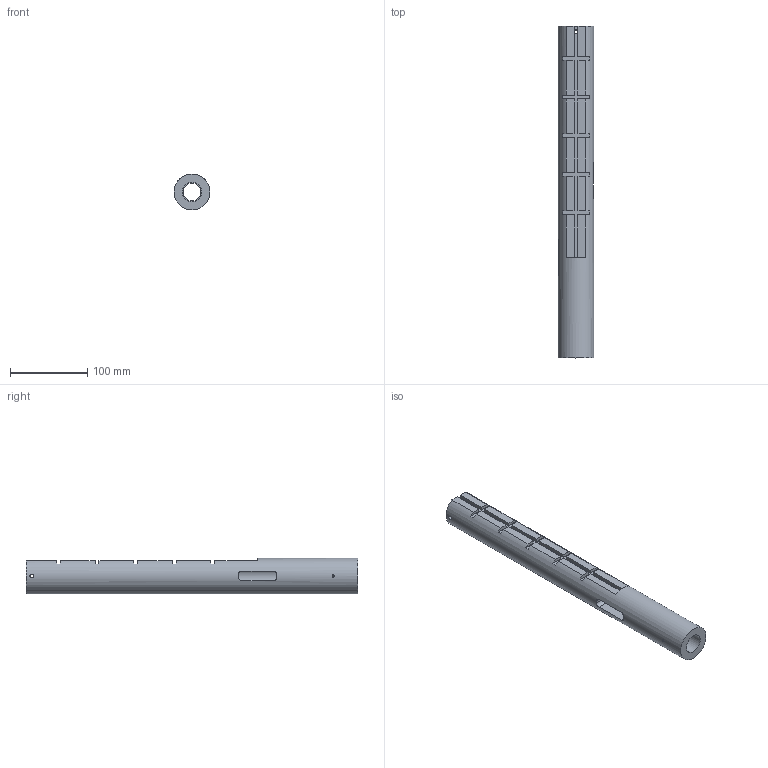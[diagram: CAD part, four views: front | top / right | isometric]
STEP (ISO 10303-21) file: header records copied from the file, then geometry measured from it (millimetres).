
FILE_DESCRIPTION(/* description */ (''),/* implementation_level */ '2;1');
FILE_NAME(/* name */ 'azimuth-head-shaft.stp',/* author */ ('Jan Olencki'),/* preprocessor_version */ 'ST-DEVELOPER v18');
FILE_SCHEMA (('AUTOMOTIVE_DESIGN { 1 0 10303 214 3 1 1 }'));
Length unit declared in the file: millimetre
Products named in the file (1): Azimuth head shaft
Bounding box: 46.25 x 430 x 46.25 mm (x, y, z)
Volume: 497061.1 mm3; surface area: 100303.4 mm2
Topology: 1 solids, 1 shells, 75 faces, 236 edges, 157 vertices
Faces by surface type: plane 58, cylinder 17
Full cylindrical faces by diameter (mm): 3 x2, 5 x4, 23.25 x1, 25 x1, 46.25 x1
Entity records: 3125 total; most frequent: CARTESIAN_POINT 987, ORIENTED_EDGE 472, DIRECTION 393, EDGE_CURVE 236, LINE 157, VECTOR 157, VERTEX_POINT 157, AXIS2_PLACEMENT_3D 118
